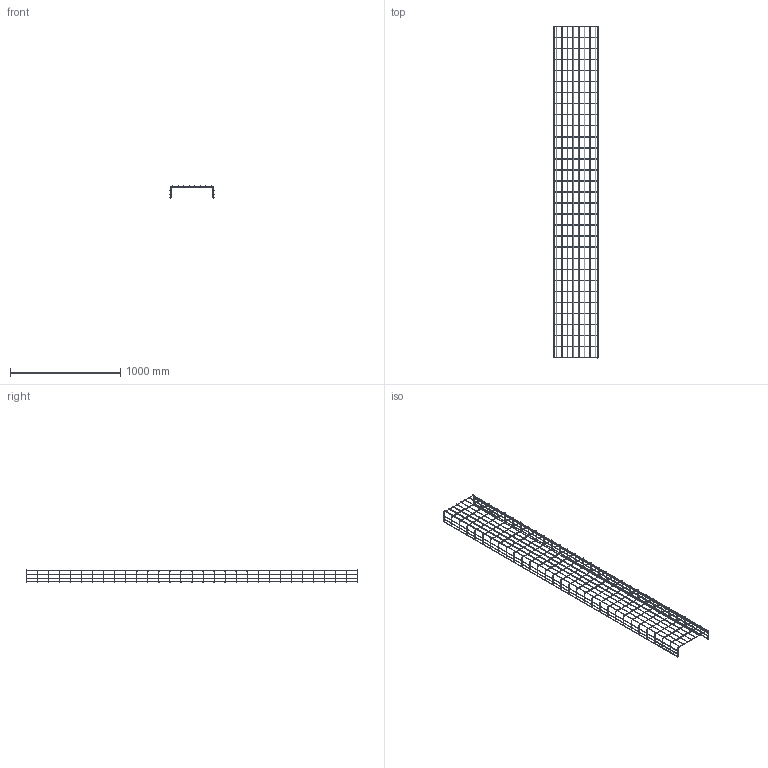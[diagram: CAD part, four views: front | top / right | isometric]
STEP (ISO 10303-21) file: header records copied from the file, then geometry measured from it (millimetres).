
FILE_DESCRIPTION((''),'2;1');
FILE_NAME('920140_PRT','2018-11-07T13:29:50',('tomasz.grudniewski'),(''),'CREO PARAMETRIC BY PTC INC, 2018260','CREO PARAMETRIC BY PTC INC, 2018260','');
FILE_SCHEMA(('CONFIG_CONTROL_DESIGN'));
Length unit declared in the file: millimetre
Products named in the file (1): 920140_PRT
Bounding box: 400 x 3005 x 109.87 mm (x, y, z)
Volume: 1181028.6 mm3; surface area: 946301.5 mm2
Topology: 45 solids, 45 shells, 608 faces, 1126 edges, 608 vertices
Faces by surface type: cylinder 214, bspline 124, torus 124, plane 90, cone 56
Entity records: 29708 total; most frequent: CARTESIAN_POINT 18338, DIRECTION 2330, ORIENTED_EDGE 2252, EDGE_CURVE 1126, AXIS2_PLACEMENT_3D 968, VERTEX_POINT 608, EDGE_LOOP 608, FACE_OUTER_BOUND 608
